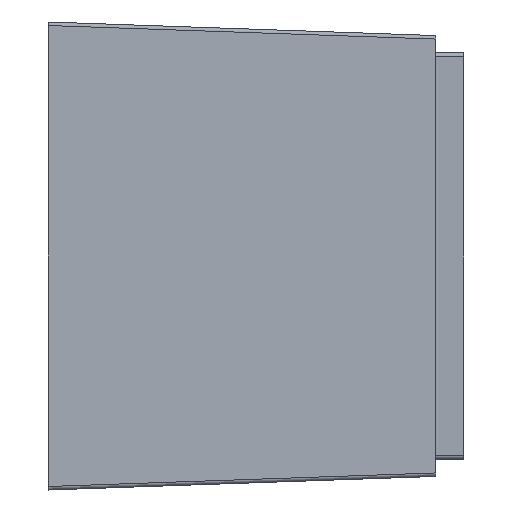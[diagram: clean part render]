
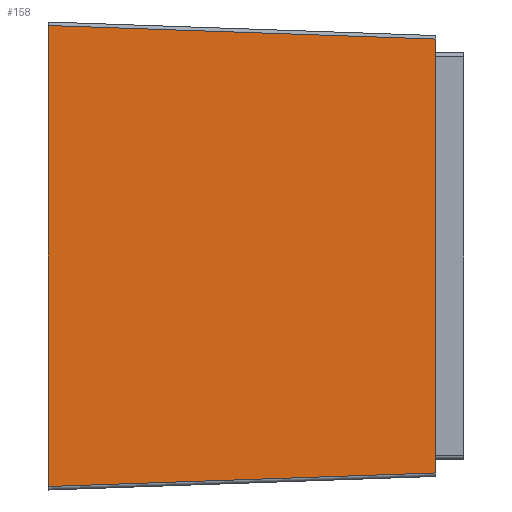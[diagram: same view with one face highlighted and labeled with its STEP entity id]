
A CAD part, front view. The second image highlights one B-rep face of the part: STEP entity #158.
In plain terms, the highlighted planar face has unit normal (0.035, -0.999, 0).
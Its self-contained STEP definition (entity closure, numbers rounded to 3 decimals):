
#158=ADVANCED_FACE('',(#203),#186,.T.);
#186=PLANE('',#659);
#203=FACE_OUTER_BOUND('',#231,.T.);
#231=EDGE_LOOP('',(#287,#288,#289,#290));
#287=ORIENTED_EDGE('',*,*,#487,.T.);
#288=ORIENTED_EDGE('',*,*,#488,.T.);
#289=ORIENTED_EDGE('',*,*,#489,.T.);
#290=ORIENTED_EDGE('',*,*,#479,.T.);
#423=VERTEX_POINT('',#898);
#424=VERTEX_POINT('',#899);
#431=VERTEX_POINT('',#915);
#432=VERTEX_POINT('',#917);
#479=EDGE_CURVE('',#423,#424,#553,.T.);
#487=EDGE_CURVE('',#424,#431,#557,.T.);
#488=EDGE_CURVE('',#431,#432,#558,.T.);
#489=EDGE_CURVE('',#432,#423,#559,.T.);
#553=LINE('',#897,#603);
#557=LINE('',#914,#607);
#558=LINE('',#916,#608);
#559=LINE('',#918,#609);
#603=VECTOR('',#730,1.);
#607=VECTOR('',#744,1.);
#608=VECTOR('',#745,1.);
#609=VECTOR('',#746,1.);
#659=AXIS2_PLACEMENT_3D('',#919,#747,#748);
#730=DIRECTION('',(0.,0.,-1.));
#744=DIRECTION('',(0.999,0.035,0.035));
#745=DIRECTION('',(0.,0.,1.));
#746=DIRECTION('',(-0.999,-0.035,0.035));
#747=DIRECTION('',(0.035,-0.999,0.));
#748=DIRECTION('',(0.999,0.035,0.));
#897=CARTESIAN_POINT('',(0.,-32.,9.957));
#898=CARTESIAN_POINT('',(0.,-32.,9.807));
#899=CARTESIAN_POINT('',(0.,-32.,-9.807));
#914=CARTESIAN_POINT('',(0.688,-31.976,-9.783));
#915=CARTESIAN_POINT('',(16.5,-31.424,-9.231));
#916=CARTESIAN_POINT('',(16.5,-31.424,9.957));
#917=CARTESIAN_POINT('',(16.5,-31.424,9.231));
#918=CARTESIAN_POINT('',(-0.005,-32.,9.807));
#919=CARTESIAN_POINT('',(0.,-32.,9.957));
